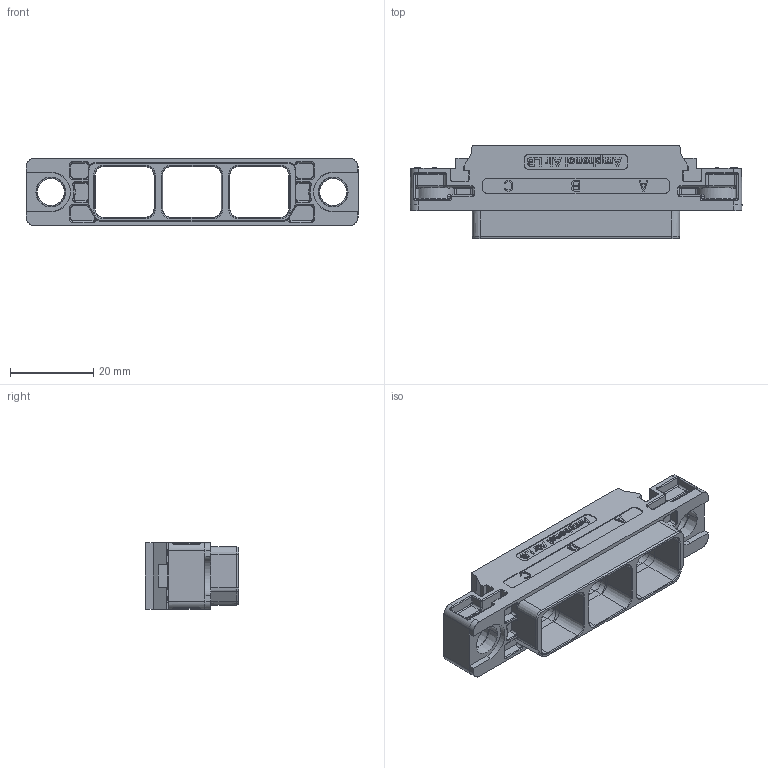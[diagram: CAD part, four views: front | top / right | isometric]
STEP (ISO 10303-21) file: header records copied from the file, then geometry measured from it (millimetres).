
FILE_DESCRIPTION((''),'2;1');
FILE_NAME('3365_5001_303','2022-03-21T',('awanschoor'),(''),'CREO PARAMETRIC BY PTC INC, 2018360','CREO PARAMETRIC BY PTC INC, 2018360','');
FILE_SCHEMA(('CONFIG_CONTROL_DESIGN'));
Products named in the file (1): 3365_5001_303
Bounding box: 79.95 x 22.45 x 16.1 mm (x, y, z)
Volume: 7304.7 mm3; surface area: 9753.8 mm2
Topology: 1 solids, 1 shells, 1371 faces, 3612 edges, 2299 vertices
Faces by surface type: plane 787, cylinder 190, bspline 134, extrusion 122, cone 108, torus 22, sphere 8
Entity records: 49745 total; most frequent: CARTESIAN_POINT 17379, ORIENTED_EDGE 7224, DIRECTION 5781, EDGE_CURVE 3612, VECTOR 2595, LINE 2473, VERTEX_POINT 2299, AXIS2_PLACEMENT_3D 1593
